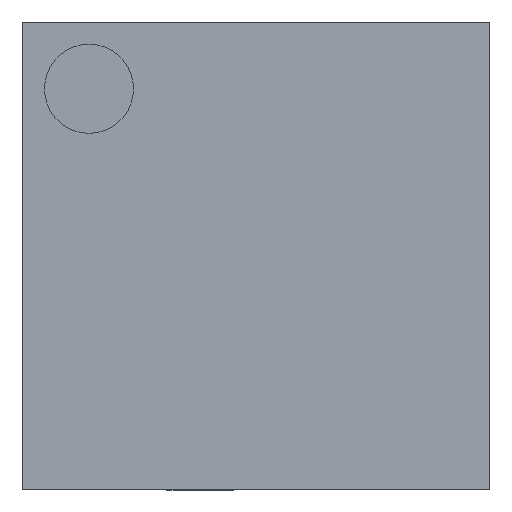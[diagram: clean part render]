
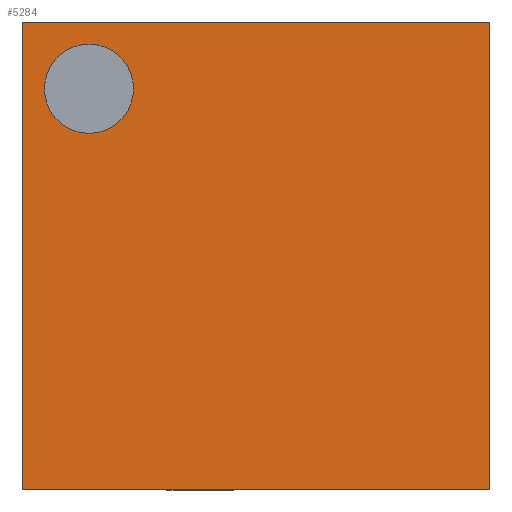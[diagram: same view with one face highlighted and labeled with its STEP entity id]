
A CAD part, top view. The second image highlights one B-rep face of the part: STEP entity #5284.
In plain terms, the highlighted planar face has unit normal (0, 0, 1).
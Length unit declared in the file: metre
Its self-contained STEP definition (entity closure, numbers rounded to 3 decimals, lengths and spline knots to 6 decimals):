
#71 = VERTEX_POINT ( 'NONE', #1867 ) ;
#102 = VECTOR ( 'NONE', #4550, 1. ) ;
#282 = DIRECTION ( 'NONE',  ( 1., 0., 0. ) ) ;
#324 = EDGE_LOOP ( 'NONE', ( #6928, #4139, #2631, #6681 ) ) ;
#364 = CARTESIAN_POINT ( 'NONE',  ( 0., -0.00105, 0.001 ) ) ;
#469 = CARTESIAN_POINT ( 'NONE',  ( 0.00105, 0.00105, 0.001 ) ) ;
#497 = DIRECTION ( 'NONE',  ( 0., -1., 0. ) ) ;
#564 = FACE_OUTER_BOUND ( 'NONE', #324, .T. ) ;
#781 = CARTESIAN_POINT ( 'NONE',  ( 0., 0.00105, 0.001 ) ) ;
#792 = CARTESIAN_POINT ( 'NONE',  ( -0.00075, 0.00075, 0.001 ) ) ;
#925 = DIRECTION ( 'NONE',  ( 1., 0., 0. ) ) ;
#1168 = EDGE_CURVE ( 'NONE', #1445, #71, #5510, .T. ) ;
#1186 = DIRECTION ( 'NONE',  ( 0., 1., 0. ) ) ;
#1445 = VERTEX_POINT ( 'NONE', #3486 ) ;
#1652 = VERTEX_POINT ( 'NONE', #2710 ) ;
#1867 = CARTESIAN_POINT ( 'NONE',  ( -0.00055, 0.00075, 0.001 ) ) ;
#2110 = VERTEX_POINT ( 'NONE', #4678 ) ;
#2181 = AXIS2_PLACEMENT_3D ( 'NONE', #3208, #4281, #4245 ) ;
#2194 = FACE_BOUND ( 'NONE', #2856, .T. ) ;
#2249 = CARTESIAN_POINT ( 'NONE',  ( 0.00105, -0.00105, 0.001 ) ) ;
#2322 = LINE ( 'NONE', #3896, #5631 ) ;
#2631 = ORIENTED_EDGE ( 'NONE', *, *, #5983, .T. ) ;
#2710 = CARTESIAN_POINT ( 'NONE',  ( -0.00105, 0.00105, 0.001 ) ) ;
#2856 = EDGE_LOOP ( 'NONE', ( #5912, #3037 ) ) ;
#3037 = ORIENTED_EDGE ( 'NONE', *, *, #1168, .T. ) ;
#3208 = CARTESIAN_POINT ( 'NONE',  ( -0.00075, 0.00075, 0.001 ) ) ;
#3458 = DIRECTION ( 'NONE',  ( 0., 0., 1. ) ) ;
#3486 = CARTESIAN_POINT ( 'NONE',  ( -0.00095, 0.00075, 0.001 ) ) ;
#3522 = LINE ( 'NONE', #781, #102 ) ;
#3595 = LINE ( 'NONE', #364, #6393 ) ;
#3635 = EDGE_CURVE ( 'NONE', #1652, #2110, #6287, .T. ) ;
#3731 = AXIS2_PLACEMENT_3D ( 'NONE', #6633, #3458, #6561 ) ;
#3896 = CARTESIAN_POINT ( 'NONE',  ( 0.00105, 0., 0.001 ) ) ;
#3999 = PLANE ( 'NONE',  #3731 ) ;
#4139 = ORIENTED_EDGE ( 'NONE', *, *, #5391, .T. ) ;
#4220 = VECTOR ( 'NONE', #497, 1. ) ;
#4245 = DIRECTION ( 'NONE',  ( 1., 0., 0. ) ) ;
#4281 = DIRECTION ( 'NONE',  ( 0., 0., -1. ) ) ;
#4383 = VERTEX_POINT ( 'NONE', #469 ) ;
#4550 = DIRECTION ( 'NONE',  ( -1., 0., 0. ) ) ;
#4633 = DIRECTION ( 'NONE',  ( 0., 0., -1. ) ) ;
#4678 = CARTESIAN_POINT ( 'NONE',  ( -0.00105, -0.00105, 0.001 ) ) ;
#4730 = CARTESIAN_POINT ( 'NONE',  ( -0.00105, 0., 0.001 ) ) ;
#4955 = CIRCLE ( 'NONE', #2181, 0.0002 ) ;
#5083 = EDGE_CURVE ( 'NONE', #4383, #1652, #3522, .T. ) ;
#5217 = VERTEX_POINT ( 'NONE', #2249 ) ;
#5284 = ADVANCED_FACE ( 'NONE', ( #564, #2194 ), #3999, .T. ) ;
#5391 = EDGE_CURVE ( 'NONE', #2110, #5217, #3595, .T. ) ;
#5510 = CIRCLE ( 'NONE', #6747, 0.0002 ) ;
#5631 = VECTOR ( 'NONE', #1186, 1. ) ;
#5912 = ORIENTED_EDGE ( 'NONE', *, *, #5927, .T. ) ;
#5927 = EDGE_CURVE ( 'NONE', #71, #1445, #4955, .T. ) ;
#5983 = EDGE_CURVE ( 'NONE', #5217, #4383, #2322, .T. ) ;
#6287 = LINE ( 'NONE', #4730, #4220 ) ;
#6393 = VECTOR ( 'NONE', #925, 1. ) ;
#6561 = DIRECTION ( 'NONE',  ( 1., 0., 0. ) ) ;
#6633 = CARTESIAN_POINT ( 'NONE',  ( 0., 0., 0.001 ) ) ;
#6681 = ORIENTED_EDGE ( 'NONE', *, *, #5083, .T. ) ;
#6747 = AXIS2_PLACEMENT_3D ( 'NONE', #792, #4633, #282 ) ;
#6928 = ORIENTED_EDGE ( 'NONE', *, *, #3635, .T. ) ;
